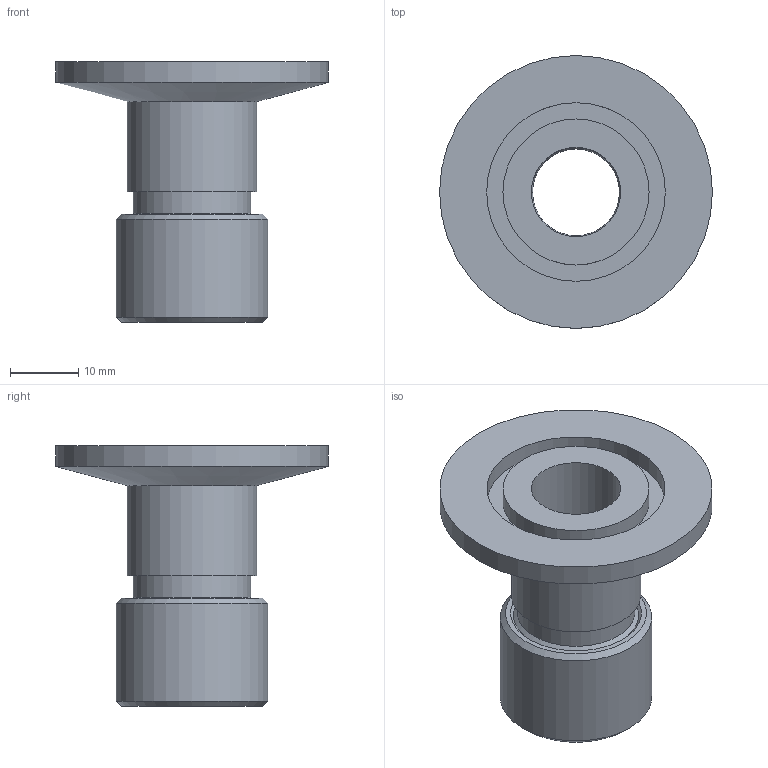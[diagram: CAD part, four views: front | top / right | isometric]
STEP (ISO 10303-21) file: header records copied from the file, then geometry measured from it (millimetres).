
FILE_DESCRIPTION(/* description */ (''),/* implementation_level */ '2;1');
FILE_NAME(/* name */ '1000005a.stp',/* time_stamp */ '2019-07-18T09:16:07-04:00',/* author */ ('Glen_C'),/* organization */ (''),/* preprocessor_version */ 'ST-DEVELOPER v16.13',/* originating_system */ 'Autodesk Inventor 2018',/* authorisation */ '');
FILE_SCHEMA (('AUTOMOTIVE_DESIGN { 1 0 10303 214 3 1 1 }'));
Length unit declared in the file: inch
Products named in the file (1): 1000005_S
Bounding box: 40.01 x 40.01 x 38.23 mm (x, y, z)
Volume: 10743.6 mm3; surface area: 7960 mm2
Topology: 1 solids, 4 shells, 38 faces, 67 edges, 42 vertices
Faces by surface type: cylinder 15, plane 13, cone 6, torus 4
Full cylindrical faces by diameter (mm): 12.725 x1, 13.081 x3, 15.875 x2, 16.993 x1, 17.018 x1, 17.272 x1, 17.678 x1, 18.999 x1, 21.412 x1, 22.225 x1, 26.187 x1, 40.005 x1
Entity records: 898 total; most frequent: DIRECTION 156, CARTESIAN_POINT 117, ORIENTED_EDGE 78, AXIS2_PLACEMENT_3D 78, EDGE_LOOP 76, CIRCLE 39, VERTEX_POINT 39, EDGE_CURVE 39
